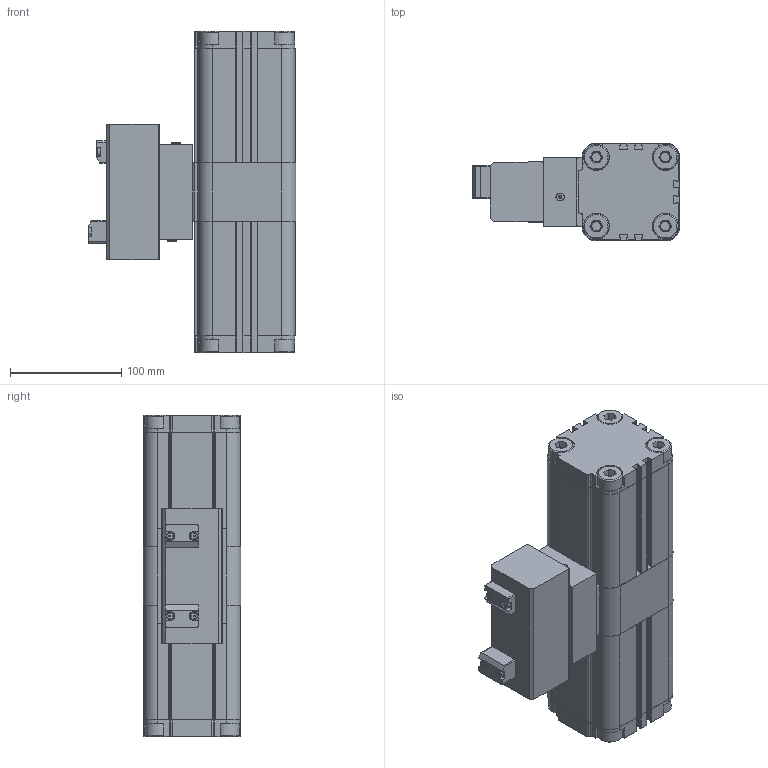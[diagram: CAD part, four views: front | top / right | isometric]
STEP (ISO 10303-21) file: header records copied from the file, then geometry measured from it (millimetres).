
FILE_DESCRIPTION(/* description */ ('STEP AP214'),/* implementation_level */ '2;1');
FILE_NAME(/* name */ '549397_DPA-63-D',/* time_stamp */ '2024-08-20T19:23:01+02:00',/* author */ ('License CC BY-ND 4.0'),/* organization */ ('CADENAS'),/* preprocessor_version */ 'ST-DEVELOPER v19.3',/* originating_system */ 'PARTsolutions',/* authorisation */ ' ');
FILE_SCHEMA (('AUTOMOTIVE_DESIGN {1 0 10303 214 3 1 1}'));
Length unit declared in the file: millimetre
Products named in the file (5): 549397 DPA-63-D; 549397 DPA-63-D-m; 549397 DPA-63-D-cyl; 549397 DPA-63-D 63_ap; 549397 DPA-63-D 63_pv
Assembly tree (5 placements, depth 2):
  549397 DPA-63-D
    549397 DPA-63-D-m
    549397 DPA-63-D-cyl  x2
    549397 DPA-63-D 63_ap
    549397 DPA-63-D 63_pv
Bounding box: 186.7 x 88 x 289 mm (x, y, z)
Volume: 2608388.8 mm3; surface area: 234108.9 mm2
Topology: 5 solids, 5 shells, 783 faces, 2075 edges, 1344 vertices
Faces by surface type: plane 483, cylinder 239, cone 61
Full cylindrical faces by diameter (mm): 2.459 x2, 4.134 x2, 4.917 x4, 6 x4, 7 x2, 8 x4, 8.376 x8, 8.566 x2, 14.95 x3, 23 x8
Entity records: 16201 total; most frequent: CARTESIAN_POINT 2866, DIRECTION 2773, ORIENTED_EDGE 2644, EDGE_CURVE 1322, AXIS2_PLACEMENT_3D 930, LINE 913, VECTOR 913, VERTEX_POINT 903
